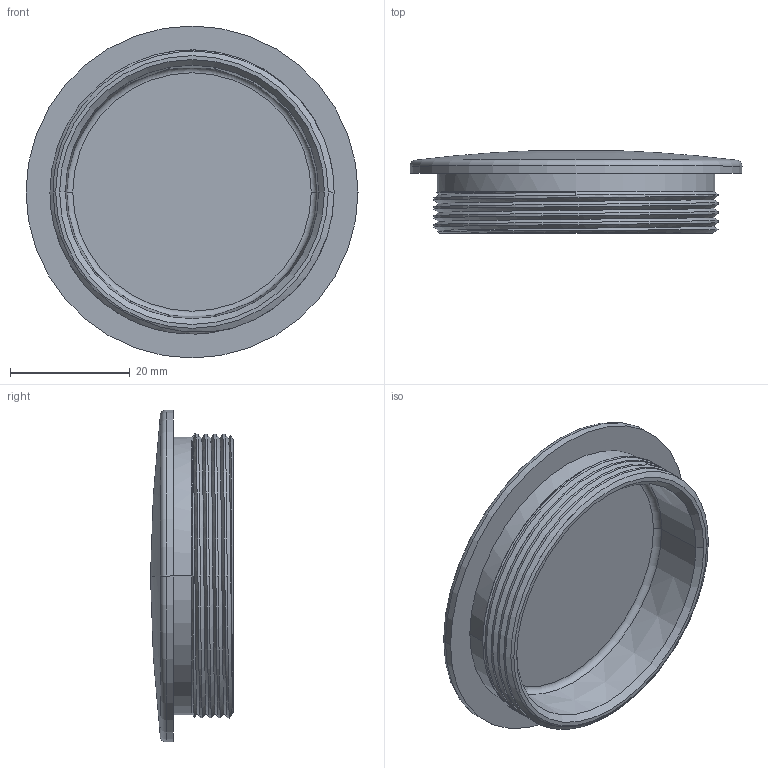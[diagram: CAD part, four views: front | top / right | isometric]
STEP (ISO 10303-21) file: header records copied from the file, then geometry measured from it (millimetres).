
FILE_DESCRIPTION (( 'STEP AP203' ), '1' );
FILE_NAME ('PG - 36 Kör Tapa.STEP', '2020-05-29T08:17:59', ( '' ), ( '' ), 'SwSTEP 2.0', 'SolidWorks 2011', '' );
FILE_SCHEMA (( 'CONFIG_CONTROL_DESIGN' ));
Length unit declared in the file: millimetre
Products named in the file (1): PG - 36 K顤 Tapa
Bounding box: 55.5 x 13.79 x 55.5 mm (x, y, z)
Volume: 10739.1 mm3; surface area: 8315.2 mm2
Topology: 1 solids, 1 shells, 41 faces, 99 edges, 62 vertices
Faces by surface type: cylinder 16, cone 9, plane 6, torus 4, bspline 4, sphere 2
Entity records: 2183 total; most frequent: CARTESIAN_POINT 1233, ORIENTED_EDGE 198, DIRECTION 168, EDGE_CURVE 99, AXIS2_PLACEMENT_3D 69, VERTEX_POINT 62, EDGE_LOOP 43, FACE_OUTER_BOUND 41
